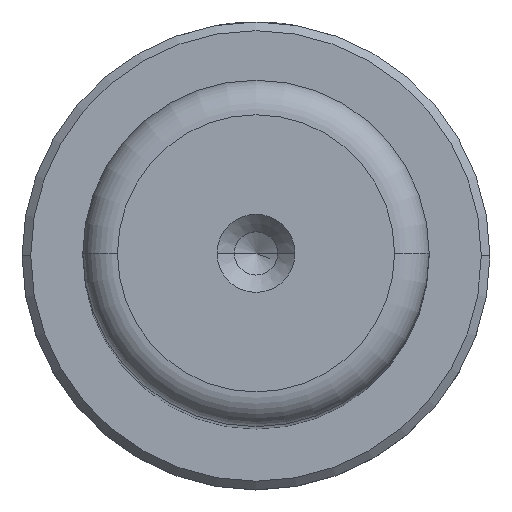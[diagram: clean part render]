
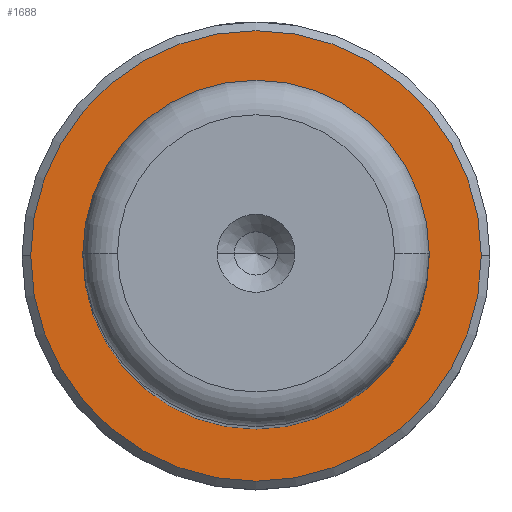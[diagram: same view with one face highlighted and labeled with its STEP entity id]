
A CAD part, top view. The second image highlights one B-rep face of the part: STEP entity #1688.
In plain terms, the highlighted planar face has unit normal (0, 0, 1).
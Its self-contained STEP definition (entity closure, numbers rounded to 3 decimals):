
#114 = EDGE_CURVE ( 'NONE', #1207, #1422, #725, .T. ) ;
#130 = VERTEX_POINT ( 'NONE', #239 ) ;
#133 = PLANE ( 'NONE',  #603 ) ;
#239 = CARTESIAN_POINT ( 'NONE',  ( -13., 0., 18. ) ) ;
#268 = CARTESIAN_POINT ( 'NONE',  ( 9.495, 0., 18. ) ) ;
#433 = CARTESIAN_POINT ( 'NONE',  ( 0., 0., 18. ) ) ;
#441 = CARTESIAN_POINT ( 'NONE',  ( 0., 0., 18. ) ) ;
#471 = AXIS2_PLACEMENT_3D ( 'NONE', #1854, #896, #2017 ) ;
#543 = FACE_BOUND ( 'NONE', #1949, .T. ) ;
#587 = DIRECTION ( 'NONE',  ( -1., 0., 0. ) ) ;
#597 = DIRECTION ( 'NONE',  ( 1., 0., 0. ) ) ;
#603 = AXIS2_PLACEMENT_3D ( 'NONE', #1873, #1556, #604 ) ;
#604 = DIRECTION ( 'NONE',  ( 1., 0., 0. ) ) ;
#725 = CIRCLE ( 'NONE', #760, 9.495 ) ;
#760 = AXIS2_PLACEMENT_3D ( 'NONE', #1828, #870, #1990 ) ;
#788 = CIRCLE ( 'NONE', #1108, 13. ) ;
#813 = ORIENTED_EDGE ( 'NONE', *, *, #1654, .T. ) ;
#870 = DIRECTION ( 'NONE',  ( 0., 0., -1. ) ) ;
#896 = DIRECTION ( 'NONE',  ( 0., 0., 1. ) ) ;
#986 = ORIENTED_EDGE ( 'NONE', *, *, #1210, .T. ) ;
#1108 = AXIS2_PLACEMENT_3D ( 'NONE', #441, #1545, #597 ) ;
#1207 = VERTEX_POINT ( 'NONE', #268 ) ;
#1210 = EDGE_CURVE ( 'NONE', #130, #1365, #1690, .T. ) ;
#1286 = EDGE_CURVE ( 'NONE', #1365, #130, #788, .T. ) ;
#1365 = VERTEX_POINT ( 'NONE', #1570 ) ;
#1422 = VERTEX_POINT ( 'NONE', #2067 ) ;
#1488 = FACE_OUTER_BOUND ( 'NONE', #1798, .T. ) ;
#1538 = DIRECTION ( 'NONE',  ( 0., 0., -1. ) ) ;
#1545 = DIRECTION ( 'NONE',  ( 0., 0., 1. ) ) ;
#1556 = DIRECTION ( 'NONE',  ( 0., 0., 1. ) ) ;
#1570 = CARTESIAN_POINT ( 'NONE',  ( 13., 0., 18. ) ) ;
#1654 = EDGE_CURVE ( 'NONE', #1422, #1207, #1908, .T. ) ;
#1688 = ADVANCED_FACE ( 'NONE', ( #1488, #543 ), #133, .T. ) ;
#1690 = CIRCLE ( 'NONE', #471, 13. ) ;
#1702 = ORIENTED_EDGE ( 'NONE', *, *, #114, .T. ) ;
#1737 = ORIENTED_EDGE ( 'NONE', *, *, #1286, .T. ) ;
#1798 = EDGE_LOOP ( 'NONE', ( #986, #1737 ) ) ;
#1828 = CARTESIAN_POINT ( 'NONE',  ( 0., 0., 18. ) ) ;
#1854 = CARTESIAN_POINT ( 'NONE',  ( 0., 0., 18. ) ) ;
#1873 = CARTESIAN_POINT ( 'NONE',  ( 0., 0., 18. ) ) ;
#1908 = CIRCLE ( 'NONE', #1924, 9.495 ) ;
#1924 = AXIS2_PLACEMENT_3D ( 'NONE', #433, #1538, #587 ) ;
#1949 = EDGE_LOOP ( 'NONE', ( #813, #1702 ) ) ;
#1990 = DIRECTION ( 'NONE',  ( -1., 0., 0. ) ) ;
#2017 = DIRECTION ( 'NONE',  ( 1., 0., 0. ) ) ;
#2067 = CARTESIAN_POINT ( 'NONE',  ( -9.495, 0., 18. ) ) ;
